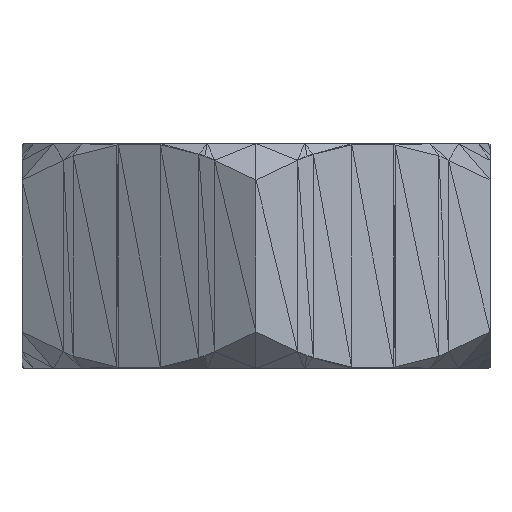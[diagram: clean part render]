
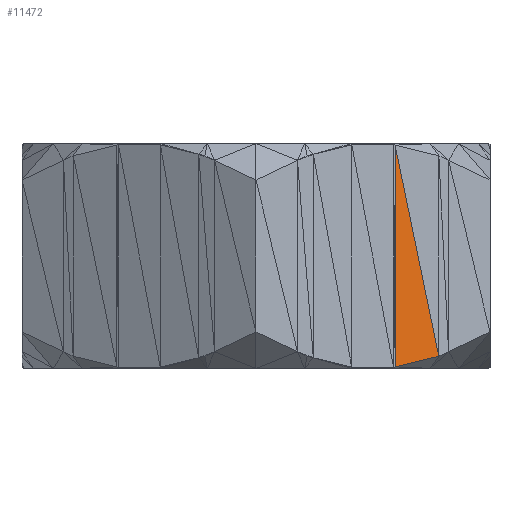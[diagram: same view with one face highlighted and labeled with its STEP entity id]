
A CAD part, left-side view. The second image highlights one B-rep face of the part: STEP entity #11472.
In plain terms, the highlighted planar face has unit normal (-0.866, -0.5, 0).
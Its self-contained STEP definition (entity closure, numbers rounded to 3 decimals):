
#802=FACE_OUTER_BOUND('',#1772,.T.);
#1772=EDGE_LOOP('',(#9166,#9167,#9168));
#3056=LINE('',#18257,#4511);
#3227=LINE('',#18581,#4682);
#3228=LINE('',#18583,#4683);
#4511=VECTOR('',#15048,10.);
#4682=VECTOR('',#15487,10.);
#4683=VECTOR('',#15490,10.);
#5239=VERTEX_POINT('',#17929);
#5280=VERTEX_POINT('',#18054);
#5330=VERTEX_POINT('',#18250);
#6451=EDGE_CURVE('',#5330,#5239,#3056,.T.);
#6622=EDGE_CURVE('',#5280,#5239,#3227,.T.);
#6623=EDGE_CURVE('',#5330,#5280,#3228,.T.);
#9166=ORIENTED_EDGE('',*,*,#6622,.F.);
#9167=ORIENTED_EDGE('',*,*,#6623,.F.);
#9168=ORIENTED_EDGE('',*,*,#6451,.T.);
#10502=PLANE('',#12456);
#11472=ADVANCED_FACE('',(#802),#10502,.T.);
#12456=AXIS2_PLACEMENT_3D('',#18582,#15488,#15489);
#15048=DIRECTION('',(0.489,-0.848,0.205));
#15487=DIRECTION('',(0.116,-0.201,-0.973));
#15488=DIRECTION('center_axis',(-0.866,-0.5,0.));
#15489=DIRECTION('ref_axis',(0.,0.,1.));
#15490=DIRECTION('',(0.,0.,1.));
#17929=CARTESIAN_POINT('',(-1.759,-1.953,-1.071));
#18054=CARTESIAN_POINT('',(-2.029,-1.486,1.184));
#18250=CARTESIAN_POINT('',(-2.029,-1.486,-1.184));
#18257=CARTESIAN_POINT('',(-2.029,-1.486,-1.184));
#18581=CARTESIAN_POINT('',(-2.029,-1.486,1.184));
#18582=CARTESIAN_POINT('Origin',(-2.029,-1.486,-1.184));
#18583=CARTESIAN_POINT('',(-2.029,-1.486,-1.184));
